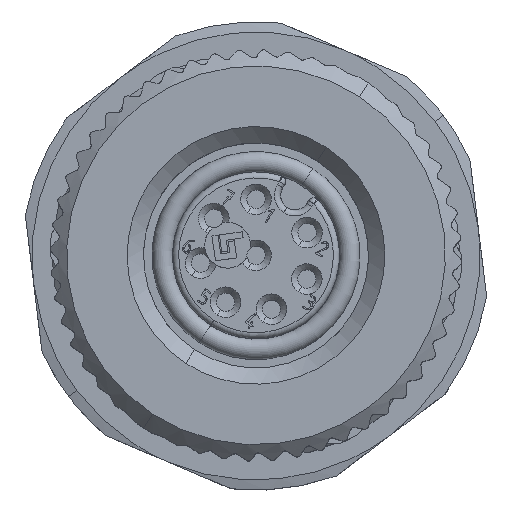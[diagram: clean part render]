
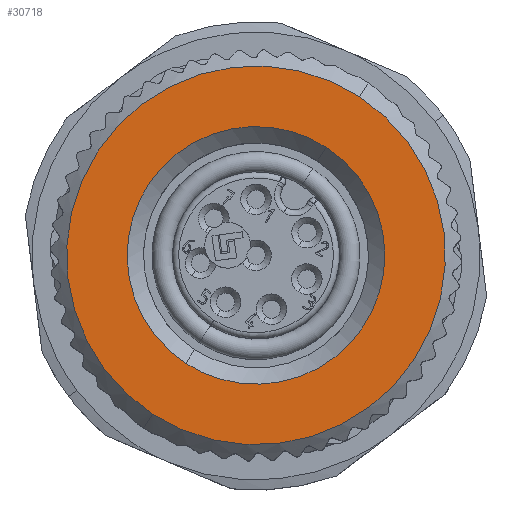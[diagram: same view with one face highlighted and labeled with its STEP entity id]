
A CAD part, top view. The second image highlights one B-rep face of the part: STEP entity #30718.
In plain terms, the highlighted planar face has unit normal (0, 0, 1).
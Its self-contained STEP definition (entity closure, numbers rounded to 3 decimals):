
#26216=AXIS2_PLACEMENT_3D('Circle Axis2P3D',#26214,#26215,$) ;
#27188=AXIS2_PLACEMENT_3D('Circle Axis2P3D',#27186,#27187,$) ;
#30652=AXIS2_PLACEMENT_3D('Plane Axis2P3D',#30649,#30650,#30651) ;
#25357=CARTESIAN_POINT('Vertex',(16.398,19.294,30.35)) ;
#26211=CARTESIAN_POINT('Vertex',(6.251,3.706,30.35)) ;
#26214=CARTESIAN_POINT('Axis2P3D Location',(11.325,11.5,30.35)) ;
#27186=CARTESIAN_POINT('Axis2P3D Location',(11.325,11.5,30.35)) ;
#30649=CARTESIAN_POINT('Axis2P3D Location',(11.325,11.5,30.35)) ;
#30659=CARTESIAN_POINT('Control Point',(14.775,16.801,30.35)) ;
#30660=CARTESIAN_POINT('Control Point',(15.291,16.465,30.35)) ;
#30661=CARTESIAN_POINT('Control Point',(15.767,16.066,30.35)) ;
#30662=CARTESIAN_POINT('Control Point',(16.191,15.611,30.35)) ;
#30663=CARTESIAN_POINT('Control Point',(16.92,14.606,30.35)) ;
#30664=CARTESIAN_POINT('Control Point',(17.387,13.456,30.35)) ;
#30665=CARTESIAN_POINT('Control Point',(17.549,12.856,30.35)) ;
#30666=CARTESIAN_POINT('Control Point',(17.723,11.627,30.35)) ;
#30667=CARTESIAN_POINT('Control Point',(17.598,10.392,30.35)) ;
#30668=CARTESIAN_POINT('Control Point',(17.46,9.785,30.35)) ;
#30669=CARTESIAN_POINT('Control Point',(17.039,8.618,30.35)) ;
#30670=CARTESIAN_POINT('Control Point',(16.35,7.585,30.35)) ;
#30671=CARTESIAN_POINT('Control Point',(15.944,7.114,30.35)) ;
#30672=CARTESIAN_POINT('Control Point',(15.026,6.279,30.35)) ;
#30673=CARTESIAN_POINT('Control Point',(13.934,5.689,30.35)) ;
#30674=CARTESIAN_POINT('Control Point',(13.354,5.462,30.35)) ;
#30675=CARTESIAN_POINT('Control Point',(12.152,5.154,30.35)) ;
#30676=CARTESIAN_POINT('Control Point',(10.911,5.143,30.35)) ;
#30677=CARTESIAN_POINT('Control Point',(10.293,5.214,30.35)) ;
#30678=CARTESIAN_POINT('Control Point',(9.417,5.425,30.35)) ;
#30679=CARTESIAN_POINT('Control Point',(8.597,5.783,30.35)) ;
#30680=CARTESIAN_POINT('Control Point',(8.348,5.909,30.35)) ;
#30681=CARTESIAN_POINT('Control Point',(8.107,6.048,30.35)) ;
#30682=CARTESIAN_POINT('Control Point',(7.874,6.199,30.35)) ;
#30683=CARTESIAN_POINT('Vertex',(14.775,16.801,30.35)) ;
#30685=CARTESIAN_POINT('Vertex',(7.874,6.199,30.35)) ;
#30689=CARTESIAN_POINT('Control Point',(7.874,6.199,30.35)) ;
#30690=CARTESIAN_POINT('Control Point',(7.358,6.535,30.35)) ;
#30691=CARTESIAN_POINT('Control Point',(6.882,6.934,30.35)) ;
#30692=CARTESIAN_POINT('Control Point',(6.458,7.389,30.35)) ;
#30693=CARTESIAN_POINT('Control Point',(5.729,8.394,30.35)) ;
#30694=CARTESIAN_POINT('Control Point',(5.262,9.544,30.35)) ;
#30695=CARTESIAN_POINT('Control Point',(5.1,10.144,30.35)) ;
#30696=CARTESIAN_POINT('Control Point',(4.926,11.373,30.35)) ;
#30697=CARTESIAN_POINT('Control Point',(5.051,12.608,30.35)) ;
#30698=CARTESIAN_POINT('Control Point',(5.19,13.215,30.35)) ;
#30699=CARTESIAN_POINT('Control Point',(5.61,14.382,30.35)) ;
#30700=CARTESIAN_POINT('Control Point',(6.299,15.415,30.35)) ;
#30701=CARTESIAN_POINT('Control Point',(6.705,15.886,30.35)) ;
#30702=CARTESIAN_POINT('Control Point',(7.624,16.721,30.35)) ;
#30703=CARTESIAN_POINT('Control Point',(8.716,17.311,30.35)) ;
#30704=CARTESIAN_POINT('Control Point',(9.295,17.538,30.35)) ;
#30705=CARTESIAN_POINT('Control Point',(10.497,17.846,30.35)) ;
#30706=CARTESIAN_POINT('Control Point',(11.738,17.857,30.35)) ;
#30707=CARTESIAN_POINT('Control Point',(12.357,17.786,30.35)) ;
#30708=CARTESIAN_POINT('Control Point',(13.232,17.575,30.35)) ;
#30709=CARTESIAN_POINT('Control Point',(14.052,17.217,30.35)) ;
#30710=CARTESIAN_POINT('Control Point',(14.302,17.091,30.35)) ;
#30711=CARTESIAN_POINT('Control Point',(14.542,16.952,30.35)) ;
#30712=CARTESIAN_POINT('Control Point',(14.775,16.801,30.35)) ;
#26215=DIRECTION('Axis2P3D Direction',(0.,0.,-1.)) ;
#27187=DIRECTION('Axis2P3D Direction',(0.,0.,-1.)) ;
#30650=DIRECTION('Axis2P3D Direction',(0.,0.,1.)) ;
#30651=DIRECTION('Axis2P3D XDirection',(0.546,0.838,0.)) ;
#30655=ORIENTED_EDGE('',*,*,#26218,.T.) ;
#30656=ORIENTED_EDGE('',*,*,#27190,.T.) ;
#30715=ORIENTED_EDGE('',*,*,#30687,.T.) ;
#30716=ORIENTED_EDGE('',*,*,#30713,.T.) ;
#30717=FACE_BOUND('',#30714,.T.) ;
#30718=ADVANCED_FACE('Hauptk\X2\00F6\X0\rper',(#30657,#30717),#30653,.T.) ;
#30658=B_SPLINE_CURVE_WITH_KNOTS('',5,(#30659,#30660,#30661,#30662,#30663,#30664,#30665,#30666,#30667,#30668,#30669,#30670,#30671,#30672,#30673,#30674,#30675,#30676,#30677,#30678,#30679,#30680,#30681,#30682),.UNSPECIFIED.,.F.,.U.,(6,3,3,3,3,3,3,6),(0.,4.356,8.712,13.068,17.424,21.78,26.136,28.099),.UNSPECIFIED.) ;
#30688=B_SPLINE_CURVE_WITH_KNOTS('',5,(#30689,#30690,#30691,#30692,#30693,#30694,#30695,#30696,#30697,#30698,#30699,#30700,#30701,#30702,#30703,#30704,#30705,#30706,#30707,#30708,#30709,#30710,#30711,#30712),.UNSPECIFIED.,.F.,.U.,(6,3,3,3,3,3,3,6),(0.,4.356,8.712,13.068,17.424,21.78,26.136,28.099),.UNSPECIFIED.) ;
#26217=CIRCLE('generated circle',#26216,9.3) ;
#27189=CIRCLE('generated circle',#27188,9.3) ;
#26218=EDGE_CURVE('',#25358,#26212,#26217,.F.) ;
#27190=EDGE_CURVE('',#26212,#25358,#27189,.F.) ;
#30687=EDGE_CURVE('',#30684,#30686,#30658,.T.) ;
#30713=EDGE_CURVE('',#30686,#30684,#30688,.T.) ;
#30654=EDGE_LOOP('',(#30655,#30656)) ;
#30714=EDGE_LOOP('',(#30715,#30716)) ;
#30657=FACE_OUTER_BOUND('',#30654,.T.) ;
#30653=PLANE('',#30652) ;
#25358=VERTEX_POINT('',#25357) ;
#26212=VERTEX_POINT('',#26211) ;
#30684=VERTEX_POINT('',#30683) ;
#30686=VERTEX_POINT('',#30685) ;
